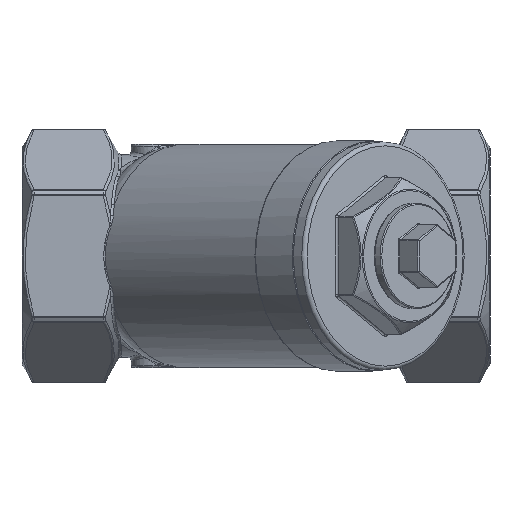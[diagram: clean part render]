
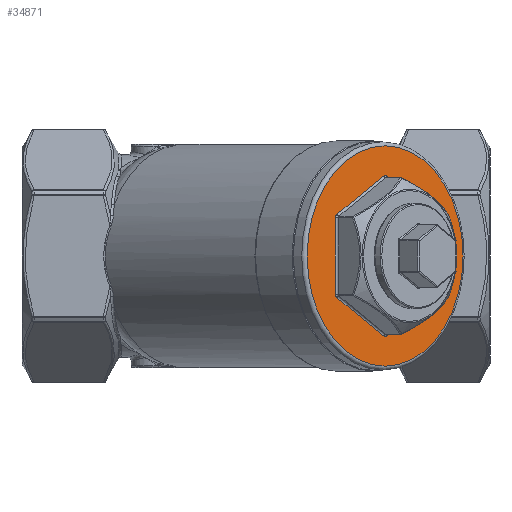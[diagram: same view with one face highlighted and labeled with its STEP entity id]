
A CAD part, front view. The second image highlights one B-rep face of the part: STEP entity #34871.
In plain terms, the highlighted planar face has unit normal (0.707, -0.707, 0).
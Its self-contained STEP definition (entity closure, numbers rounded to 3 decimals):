
#1417 = VECTOR ( 'NONE', #4839, 1000. ) ;
#4836 = LINE ( 'NONE', #4838, #1417 ) ;
#4838 = CARTESIAN_POINT ( 'NONE',  ( 80.376, -72.832, 0. ) ) ;
#4839 = DIRECTION ( 'NONE',  ( 0., 0., 1. ) ) ;
#5863 = CARTESIAN_POINT ( 'NONE',  ( 92.751, -60.458, 20.496 ) ) ;
#6326 = CARTESIAN_POINT ( 'NONE',  ( 80.73, -72.478, -10.681 ) ) ;
#6327 = CARTESIAN_POINT ( 'NONE',  ( 93.458, -59.751, -20.496 ) ) ;
#6358 = CARTESIAN_POINT ( 'NONE',  ( 80.73, -72.478, 10.681 ) ) ;
#6560 = CARTESIAN_POINT ( 'NONE',  ( 105.832, -47.376, -9.815 ) ) ;
#8823 = CARTESIAN_POINT ( 'NONE',  ( 92.751, -60.458, -20.496 ) ) ;
#9545 = CARTESIAN_POINT ( 'NONE',  ( 105.478, -47.73, 10.681 ) ) ;
#9547 = CARTESIAN_POINT ( 'NONE',  ( 105.832, -47.376, 9.815 ) ) ;
#9586 = CARTESIAN_POINT ( 'NONE',  ( 105.478, -47.73, -10.681 ) ) ;
#9639 = CARTESIAN_POINT ( 'NONE',  ( 93.458, -59.751, 20.496 ) ) ;
#10381 = VERTEX_POINT ( 'NONE', #5863 ) ;
#10405 = VERTEX_POINT ( 'NONE', #6326 ) ;
#10406 = VERTEX_POINT ( 'NONE', #6327 ) ;
#10413 = VERTEX_POINT ( 'NONE', #6358 ) ;
#10459 = VERTEX_POINT ( 'NONE', #6560 ) ;
#10498 = VERTEX_POINT ( 'NONE', #8823 ) ;
#10664 = VERTEX_POINT ( 'NONE', #9545 ) ;
#10671 = VERTEX_POINT ( 'NONE', #9547 ) ;
#10813 = VERTEX_POINT ( 'NONE', #9586 ) ;
#11018 = VERTEX_POINT ( 'NONE', #9639 ) ;
#15221 = CARTESIAN_POINT ( 'NONE',  ( 105.832, -47.376, 0. ) ) ;
#15222 = LINE ( 'NONE', #15221, #15917 ) ;
#15238 = LINE ( 'NONE', #15239, #15920 ) ;
#15239 = CARTESIAN_POINT ( 'NONE',  ( 99.468, -53.74, -15.588 ) ) ;
#15240 = CARTESIAN_POINT ( 'NONE',  ( 105.125, -48.083, 9.815 ) ) ;
#15241 = DIRECTION ( 'NONE',  ( 0.707, -0.707, 0. ) ) ;
#15242 = DIRECTION ( 'NONE',  ( 0.707, 0.707, 0. ) ) ;
#15243 = DIRECTION ( 'NONE',  ( 0., 0., -1. ) ) ;
#15244 = LINE ( 'NONE', #15245, #15923 ) ;
#15245 = CARTESIAN_POINT ( 'NONE',  ( 86.74, -66.468, -15.588 ) ) ;
#15246 = CARTESIAN_POINT ( 'NONE',  ( 105.125, -48.083, -9.815 ) ) ;
#15247 = DIRECTION ( 'NONE',  ( 0.707, -0.707, 0. ) ) ;
#15248 = DIRECTION ( 'NONE',  ( 0.707, 0.707, 0. ) ) ;
#15249 = DIRECTION ( 'NONE',  ( -0.612, -0.612, -0.5 ) ) ;
#15250 = CARTESIAN_POINT ( 'NONE',  ( 93.104, -60.104, -19.63 ) ) ;
#15251 = DIRECTION ( 'NONE',  ( 0.707, -0.707, 0. ) ) ;
#15252 = DIRECTION ( 'NONE',  ( 0.707, 0.707, 0. ) ) ;
#15253 = DIRECTION ( 'NONE',  ( -0.612, -0.612, 0.5 ) ) ;
#15254 = LINE ( 'NONE', #15255, #15928 ) ;
#15255 = CARTESIAN_POINT ( 'NONE',  ( 86.74, -66.468, 15.588 ) ) ;
#15256 = CARTESIAN_POINT ( 'NONE',  ( 81.083, -72.125, -9.815 ) ) ;
#15257 = DIRECTION ( 'NONE',  ( 0.707, -0.707, 0. ) ) ;
#15258 = DIRECTION ( 'NONE',  ( 0.707, 0.707, 0. ) ) ;
#15259 = LINE ( 'NONE', #15260, #15931 ) ;
#15260 = CARTESIAN_POINT ( 'NONE',  ( 99.468, -53.74, 15.588 ) ) ;
#15261 = CARTESIAN_POINT ( 'NONE',  ( 81.083, -72.125, 9.815 ) ) ;
#15262 = DIRECTION ( 'NONE',  ( 0.707, -0.707, 0. ) ) ;
#15263 = DIRECTION ( 'NONE',  ( 0.707, 0.707, 0. ) ) ;
#15264 = DIRECTION ( 'NONE',  ( 0.612, 0.612, 0.5 ) ) ;
#15265 = CARTESIAN_POINT ( 'NONE',  ( 93.104, -60.104, 19.63 ) ) ;
#15266 = DIRECTION ( 'NONE',  ( 0.707, -0.707, 0. ) ) ;
#15267 = DIRECTION ( 'NONE',  ( 0.707, 0.707, 0. ) ) ;
#15268 = DIRECTION ( 'NONE',  ( 0.612, 0.612, -0.5 ) ) ;
#15270 = CARTESIAN_POINT ( 'NONE',  ( 93.104, -60.104, 0. ) ) ;
#15271 = DIRECTION ( 'NONE',  ( 0.707, -0.707, 0. ) ) ;
#15272 = DIRECTION ( 'NONE',  ( 0.707, 0.707, 0. ) ) ;
#15872 = VERTEX_POINT ( 'NONE', #15875 ) ;
#15875 = CARTESIAN_POINT ( 'NONE',  ( 113.08, -40.128, 0. ) ) ;
#15915 = CIRCLE ( 'NONE', #15918, 1. ) ;
#15917 = VECTOR ( 'NONE', #15243, 1000. ) ;
#15918 = AXIS2_PLACEMENT_3D ( 'NONE', #15240, #15241, #15242 ) ;
#15919 = CIRCLE ( 'NONE', #15921, 1. ) ;
#15920 = VECTOR ( 'NONE', #15249, 1000. ) ;
#15921 = AXIS2_PLACEMENT_3D ( 'NONE', #15246, #15247, #15248 ) ;
#15922 = CIRCLE ( 'NONE', #15924, 1. ) ;
#15923 = VECTOR ( 'NONE', #15253, 1000. ) ;
#15924 = AXIS2_PLACEMENT_3D ( 'NONE', #15250, #15251, #15252 ) ;
#15925 = CIRCLE ( 'NONE', #15927, 1. ) ;
#15926 = CIRCLE ( 'NONE', #15929, 1. ) ;
#15927 = AXIS2_PLACEMENT_3D ( 'NONE', #15256, #15257, #15258 ) ;
#15928 = VECTOR ( 'NONE', #15264, 1000. ) ;
#15929 = AXIS2_PLACEMENT_3D ( 'NONE', #15261, #15262, #15263 ) ;
#15930 = CIRCLE ( 'NONE', #15932, 1. ) ;
#15931 = VECTOR ( 'NONE', #15268, 1000. ) ;
#15932 = AXIS2_PLACEMENT_3D ( 'NONE', #15265, #15266, #15267 ) ;
#15933 = CIRCLE ( 'NONE', #15935, 28.25 ) ;
#15935 = AXIS2_PLACEMENT_3D ( 'NONE', #15270, #15271, #15272 ) ;
#17150 = CARTESIAN_POINT ( 'NONE',  ( 80.376, -72.832, 9.815 ) ) ;
#17191 = CARTESIAN_POINT ( 'NONE',  ( 80.376, -72.832, -9.815 ) ) ;
#23965 = VERTEX_POINT ( 'NONE', #17150 ) ;
#24007 = VERTEX_POINT ( 'NONE', #17191 ) ;
#24356 = ORIENTED_EDGE ( 'NONE', *, *, #44337, .F. ) ;
#24358 = ORIENTED_EDGE ( 'NONE', *, *, #44339, .T. ) ;
#24362 = ORIENTED_EDGE ( 'NONE', *, *, #44342, .F. ) ;
#24363 = ORIENTED_EDGE ( 'NONE', *, *, #44345, .T. ) ;
#24364 = ORIENTED_EDGE ( 'NONE', *, *, #44331, .T. ) ;
#24365 = ORIENTED_EDGE ( 'NONE', *, *, #44333, .F. ) ;
#24366 = ORIENTED_EDGE ( 'NONE', *, *, #44334, .T. ) ;
#24367 = ORIENTED_EDGE ( 'NONE', *, *, #44335, .F. ) ;
#24368 = ORIENTED_EDGE ( 'NONE', *, *, #38008, .T. ) ;
#24373 = ORIENTED_EDGE ( 'NONE', *, *, #44344, .T. ) ;
#24379 = ORIENTED_EDGE ( 'NONE', *, *, #44330, .F. ) ;
#24427 = ORIENTED_EDGE ( 'NONE', *, *, #44328, .T. ) ;
#24458 = ORIENTED_EDGE ( 'NONE', *, *, #44327, .F. ) ;
#29148 = AXIS2_PLACEMENT_3D ( 'NONE', #29661, #29663, #29665 ) ;
#29589 = FACE_OUTER_BOUND ( 'NONE', #35418, .T. ) ;
#29629 = FACE_BOUND ( 'NONE', #35393, .T. ) ;
#29634 = PLANE ( 'NONE',  #29148 ) ;
#29661 = CARTESIAN_POINT ( 'NONE',  ( 93.104, -60.104, 0. ) ) ;
#29663 = DIRECTION ( 'NONE',  ( 0.707, -0.707, 0. ) ) ;
#29665 = DIRECTION ( 'NONE',  ( 0.707, 0.707, 0. ) ) ;
#34871 = ADVANCED_FACE ( 'NONE', ( #29629, #29589 ), #29634, .T. ) ;
#35393 = EDGE_LOOP ( 'NONE', ( #24458, #24427, #24379, #24364, #24365, #24366, #24367, #24368, #24356, #24358, #24362, #24373 ) ) ;
#35418 = EDGE_LOOP ( 'NONE', ( #24363 ) ) ;
#38008 = EDGE_CURVE ( 'NONE', #24007, #23965, #4836, .T. ) ;
#44327 = EDGE_CURVE ( 'NONE', #10671, #10664, #15915, .T. ) ;
#44328 = EDGE_CURVE ( 'NONE', #10671, #10459, #15222, .T. ) ;
#44330 = EDGE_CURVE ( 'NONE', #10813, #10459, #15919, .T. ) ;
#44331 = EDGE_CURVE ( 'NONE', #10813, #10406, #15238, .T. ) ;
#44333 = EDGE_CURVE ( 'NONE', #10498, #10406, #15922, .T. ) ;
#44334 = EDGE_CURVE ( 'NONE', #10498, #10405, #15244, .T. ) ;
#44335 = EDGE_CURVE ( 'NONE', #24007, #10405, #15925, .T. ) ;
#44337 = EDGE_CURVE ( 'NONE', #10413, #23965, #15926, .T. ) ;
#44339 = EDGE_CURVE ( 'NONE', #10413, #10381, #15254, .T. ) ;
#44342 = EDGE_CURVE ( 'NONE', #11018, #10381, #15930, .T. ) ;
#44344 = EDGE_CURVE ( 'NONE', #11018, #10664, #15259, .T. ) ;
#44345 = EDGE_CURVE ( 'NONE', #15872, #15872, #15933, .T. ) ;
